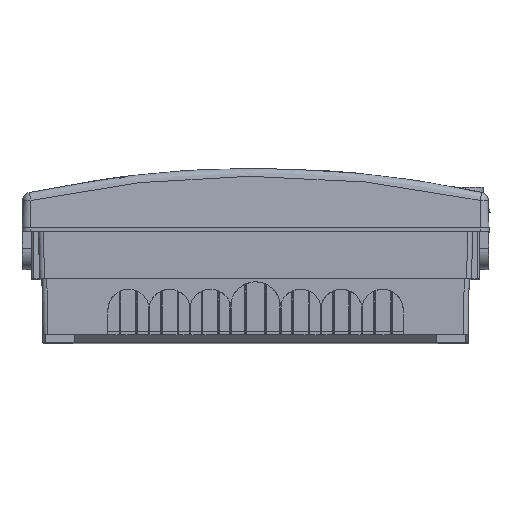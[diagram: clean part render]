
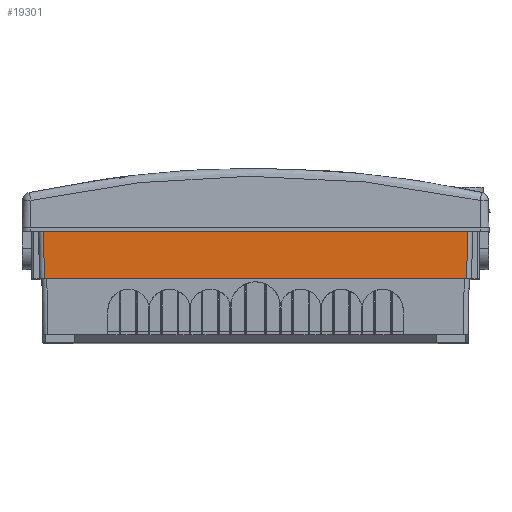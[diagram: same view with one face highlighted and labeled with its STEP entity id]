
A CAD part, top view. The second image highlights one B-rep face of the part: STEP entity #19301.
In plain terms, the highlighted planar face has unit normal (0, -0.018, 1).
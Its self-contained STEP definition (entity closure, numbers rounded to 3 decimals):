
#1075=DIRECTION('',(-1.,0.,0.));
#1076=VECTOR('',#1075,255.896);
#1077=CARTESIAN_POINT('',(127.948,38.8,167.297));
#1078=LINE('',#1077,#1076);
#1082=DIRECTION('',(-0.017,1.,0.017));
#1083=VECTOR('',#1082,28.809);
#1084=CARTESIAN_POINT('',(-127.948,38.8,167.297));
#1085=LINE('',#1084,#1083);
#1089=DIRECTION('',(1.,0.,0.));
#1090=VECTOR('',#1089,256.901);
#1091=CARTESIAN_POINT('',(-128.45,67.6,167.8));
#1092=LINE('',#1091,#1090);
#1096=DIRECTION('',(-0.017,-1.,-0.017));
#1097=VECTOR('',#1096,28.809);
#1098=CARTESIAN_POINT('',(128.45,67.6,167.8));
#1099=LINE('',#1098,#1097);
#2957=CARTESIAN_POINT('',(128.45,67.6,167.8));
#16207=VERTEX_POINT('',#2957);
#16208=CARTESIAN_POINT('',(-128.45,67.6,167.8));
#16209=VERTEX_POINT('',#16208);
#16290=CARTESIAN_POINT('',(127.948,38.8,167.297));
#16291=CARTESIAN_POINT('',(-127.948,38.8,167.297));
#16292=VERTEX_POINT('',#16290);
#16293=VERTEX_POINT('',#16291);
#19288=CARTESIAN_POINT('',(141.5,67.6,167.8));
#19289=DIRECTION('',(0.,-0.017,1.));
#19290=DIRECTION('',(0.,-1.,-0.017));
#19291=AXIS2_PLACEMENT_3D('',#19288,#19289,#19290);
#19292=PLANE('',#19291);
#19293=ORIENTED_EDGE('',*,*,#19117,.T.);
#19295=ORIENTED_EDGE('',*,*,#19294,.T.);
#19296=ORIENTED_EDGE('',*,*,#18928,.T.);
#19298=ORIENTED_EDGE('',*,*,#19297,.T.);
#19299=EDGE_LOOP('',(#19293,#19295,#19296,#19298));
#19300=FACE_OUTER_BOUND('',#19299,.F.);
#18928=EDGE_CURVE('',#16209,#16207,#1092,.T.);
#19117=EDGE_CURVE('',#16292,#16293,#1078,.T.);
#19294=EDGE_CURVE('',#16293,#16209,#1085,.T.);
#19297=EDGE_CURVE('',#16207,#16292,#1099,.T.);
#19301=ADVANCED_FACE('',(#19300),#19292,.T.);
